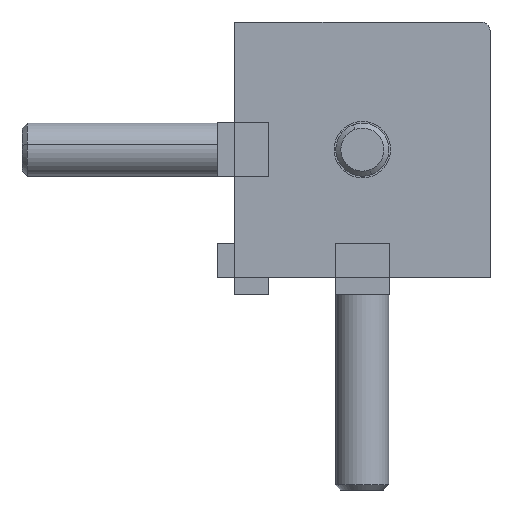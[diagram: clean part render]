
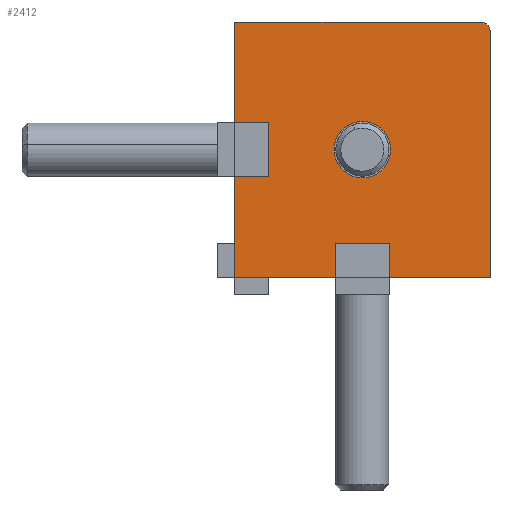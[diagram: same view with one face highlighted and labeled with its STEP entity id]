
A CAD part, front view. The second image highlights one B-rep face of the part: STEP entity #2412.
In plain terms, the highlighted planar face has unit normal (0, -1, 0).
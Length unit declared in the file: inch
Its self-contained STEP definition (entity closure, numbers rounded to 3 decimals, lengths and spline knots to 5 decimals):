
#7 = EDGE_CURVE ( 'NONE', #419, #2017, #347, .T. ) ;
#35 = VERTEX_POINT ( 'NONE', #486 ) ;
#40 = EDGE_CURVE ( 'NONE', #2017, #2492, #509, .T. ) ;
#49 = ORIENTED_EDGE ( 'NONE', *, *, #40, .F. ) ;
#67 = VERTEX_POINT ( 'NONE', #660 ) ;
#87 = EDGE_CURVE ( 'NONE', #67, #147, #793, .T. ) ;
#91 = EDGE_CURVE ( 'NONE', #1663, #2241, #827, .T. ) ;
#97 = EDGE_CURVE ( 'NONE', #175, #277, #871, .T. ) ;
#120 = ORIENTED_EDGE ( 'NONE', *, *, #87, .F. ) ;
#122 = ORIENTED_EDGE ( 'NONE', *, *, #91, .F. ) ;
#131 = ORIENTED_EDGE ( 'NONE', *, *, #97, .T. ) ;
#147 = VERTEX_POINT ( 'NONE', #1338 ) ;
#150 = VERTEX_POINT ( 'NONE', #1339 ) ;
#169 = EDGE_CURVE ( 'NONE', #250, #147, #1487, .T. ) ;
#173 = VERTEX_POINT ( 'NONE', #1496 ) ;
#175 = VERTEX_POINT ( 'NONE', #1500 ) ;
#177 = EDGE_CURVE ( 'NONE', #175, #258, #1526, .T. ) ;
#191 = EDGE_CURVE ( 'NONE', #173, #150, #1592, .T. ) ;
#199 = ORIENTED_EDGE ( 'NONE', *, *, #169, .T. ) ;
#202 = EDGE_CURVE ( 'NONE', #35, #2592, #1650, .T. ) ;
#206 = ORIENTED_EDGE ( 'NONE', *, *, #177, .F. ) ;
#232 = ORIENTED_EDGE ( 'NONE', *, *, #202, .F. ) ;
#250 = VERTEX_POINT ( 'NONE', #1805 ) ;
#258 = VERTEX_POINT ( 'NONE', #1844 ) ;
#277 = VERTEX_POINT ( 'NONE', #626 ) ;
#281 = CARTESIAN_POINT ( 'NONE',  ( 0.59, 0., -1.3 ) ) ;
#347 = LINE ( 'NONE', #348, #349 ) ;
#348 = CARTESIAN_POINT ( 'NONE',  ( 0.2, 0., -0.91 ) ) ;
#349 = VECTOR ( 'NONE', #350, 39.37008 ) ;
#350 = DIRECTION ( 'NONE',  ( 0., 0., 1. ) ) ;
#407 = CARTESIAN_POINT ( 'NONE',  ( 0.2, 0., -0.59 ) ) ;
#419 = VERTEX_POINT ( 'NONE', #693 ) ;
#474 = CARTESIAN_POINT ( 'NONE',  ( 0.59, 0., -1.5 ) ) ;
#486 = CARTESIAN_POINT ( 'NONE',  ( 0., 0., -1.5 ) ) ;
#489 = EDGE_CURVE ( 'NONE', #277, #250, #740, .T. ) ;
#504 = CIRCLE ( 'NONE', #505, 0.166 ) ;
#505 = AXIS2_PLACEMENT_3D ( 'NONE', #506, #507, #508 ) ;
#506 = CARTESIAN_POINT ( 'NONE',  ( 0.75, 0., -0.75 ) ) ;
#507 = DIRECTION ( 'NONE',  ( 0., 1., 0. ) ) ;
#508 = DIRECTION ( 'NONE',  ( 0., 0., 1. ) ) ;
#509 = LINE ( 'NONE', #510, #511 ) ;
#510 = CARTESIAN_POINT ( 'NONE',  ( 0., 0., -0.59 ) ) ;
#511 = VECTOR ( 'NONE', #512, 39.37008 ) ;
#512 = DIRECTION ( 'NONE',  ( -1., 0., 0. ) ) ;
#553 = LINE ( 'NONE', #554, #555 ) ;
#554 = CARTESIAN_POINT ( 'NONE',  ( 0., 0., -1.5 ) ) ;
#555 = VECTOR ( 'NONE', #556, 39.37008 ) ;
#556 = DIRECTION ( 'NONE',  ( 1., 0., 0. ) ) ;
#626 = CARTESIAN_POINT ( 'NONE',  ( 1.5, 0., -1.5 ) ) ;
#660 = CARTESIAN_POINT ( 'NONE',  ( 0., 0., 0. ) ) ;
#693 = CARTESIAN_POINT ( 'NONE',  ( 0.2, 0., -0.91 ) ) ;
#740 = LINE ( 'NONE', #743, #744 ) ;
#743 = CARTESIAN_POINT ( 'NONE',  ( 1.5, 0., -1.5 ) ) ;
#744 = VECTOR ( 'NONE', #745, 39.37008 ) ;
#745 = DIRECTION ( 'NONE',  ( 0., 0., 1. ) ) ;
#793 = LINE ( 'NONE', #794, #795 ) ;
#794 = CARTESIAN_POINT ( 'NONE',  ( 0., 0., 0. ) ) ;
#795 = VECTOR ( 'NONE', #797, 39.37008 ) ;
#797 = DIRECTION ( 'NONE',  ( 1., 0., 0. ) ) ;
#813 = EDGE_CURVE ( 'NONE', #258, #1663, #956, .T. ) ;
#827 = LINE ( 'NONE', #828, #829 ) ;
#828 = CARTESIAN_POINT ( 'NONE',  ( 0.59, 0., -1.5 ) ) ;
#829 = VECTOR ( 'NONE', #830, 39.37008 ) ;
#830 = DIRECTION ( 'NONE',  ( 0., 0., -1. ) ) ;
#850 = ORIENTED_EDGE ( 'NONE', *, *, #489, .T. ) ;
#871 = LINE ( 'NONE', #872, #873 ) ;
#872 = CARTESIAN_POINT ( 'NONE',  ( 0., 0., -1.5 ) ) ;
#873 = VECTOR ( 'NONE', #874, 39.37008 ) ;
#874 = DIRECTION ( 'NONE',  ( 1., 0., 0. ) ) ;
#932 = CARTESIAN_POINT ( 'NONE',  ( 0., 0., -0.91 ) ) ;
#956 = LINE ( 'NONE', #957, #958 ) ;
#957 = CARTESIAN_POINT ( 'NONE',  ( 0.91, 0., -1.3 ) ) ;
#958 = VECTOR ( 'NONE', #959, 39.37008 ) ;
#959 = DIRECTION ( 'NONE',  ( -1., 0., 0. ) ) ;
#1170 = ORIENTED_EDGE ( 'NONE', *, *, #813, .F. ) ;
#1177 = FACE_BOUND ( 'NONE', #2396, .T. ) ;
#1178 = FACE_OUTER_BOUND ( 'NONE', #1347, .T. ) ;
#1179 = PLANE ( 'NONE',  #1180 ) ;
#1180 = AXIS2_PLACEMENT_3D ( 'NONE', #1181, #1182, #1183 ) ;
#1181 = CARTESIAN_POINT ( 'NONE',  ( 0., 0., -1.5 ) ) ;
#1182 = DIRECTION ( 'NONE',  ( 0., -1., 0. ) ) ;
#1183 = DIRECTION ( 'NONE',  ( 0., 0., -1. ) ) ;
#1338 = CARTESIAN_POINT ( 'NONE',  ( 1.45, 0., 0. ) ) ;
#1339 = CARTESIAN_POINT ( 'NONE',  ( 0.75, 0., -0.584 ) ) ;
#1347 = EDGE_LOOP ( 'NONE', ( #850, #199, #120, #2377, #49, #2403, #1467, #232, #2355, #122, #1170, #206, #131 ) ) ;
#1348 = EDGE_CURVE ( 'NONE', #2592, #419, #1400, .T. ) ;
#1400 = LINE ( 'NONE', #1401, #1402 ) ;
#1401 = CARTESIAN_POINT ( 'NONE',  ( 0., 0., -0.91 ) ) ;
#1402 = VECTOR ( 'NONE', #1403, 39.37008 ) ;
#1403 = DIRECTION ( 'NONE',  ( 1., 0., 0. ) ) ;
#1423 = LINE ( 'NONE', #1424, #1425 ) ;
#1424 = CARTESIAN_POINT ( 'NONE',  ( 0., 0., -1.5 ) ) ;
#1425 = VECTOR ( 'NONE', #1426, 39.37008 ) ;
#1426 = DIRECTION ( 'NONE',  ( 0., 0., 1. ) ) ;
#1467 = ORIENTED_EDGE ( 'NONE', *, *, #1348, .F. ) ;
#1487 = CIRCLE ( 'NONE', #1488, 0.05 ) ;
#1488 = AXIS2_PLACEMENT_3D ( 'NONE', #1489, #1490, #1491 ) ;
#1489 = CARTESIAN_POINT ( 'NONE',  ( 1.45, 0., -0.05 ) ) ;
#1490 = DIRECTION ( 'NONE',  ( 0., -1., 0. ) ) ;
#1491 = DIRECTION ( 'NONE',  ( 0., 0., -1. ) ) ;
#1496 = CARTESIAN_POINT ( 'NONE',  ( 0.75, 0., -0.916 ) ) ;
#1500 = CARTESIAN_POINT ( 'NONE',  ( 0.91, 0., -1.5 ) ) ;
#1526 = LINE ( 'NONE', #1527, #1528 ) ;
#1527 = CARTESIAN_POINT ( 'NONE',  ( 0.91, 0., -1.5 ) ) ;
#1528 = VECTOR ( 'NONE', #1529, 39.37008 ) ;
#1529 = DIRECTION ( 'NONE',  ( 0., 0., 1. ) ) ;
#1539 = ORIENTED_EDGE ( 'NONE', *, *, #191, .T. ) ;
#1592 = CIRCLE ( 'NONE', #1596, 0.166 ) ;
#1596 = AXIS2_PLACEMENT_3D ( 'NONE', #1597, #1598, #1599 ) ;
#1597 = CARTESIAN_POINT ( 'NONE',  ( 0.75, 0., -0.75 ) ) ;
#1598 = DIRECTION ( 'NONE',  ( 0., 1., 0. ) ) ;
#1599 = DIRECTION ( 'NONE',  ( 0., 0., 1. ) ) ;
#1650 = LINE ( 'NONE', #1651, #1652 ) ;
#1651 = CARTESIAN_POINT ( 'NONE',  ( 0., 0., -1.5 ) ) ;
#1652 = VECTOR ( 'NONE', #1653, 39.37008 ) ;
#1653 = DIRECTION ( 'NONE',  ( 0., 0., 1. ) ) ;
#1663 = VERTEX_POINT ( 'NONE', #281 ) ;
#1677 = CARTESIAN_POINT ( 'NONE',  ( 0., 0., -0.59 ) ) ;
#1805 = CARTESIAN_POINT ( 'NONE',  ( 1.5, 0., -0.05 ) ) ;
#1844 = CARTESIAN_POINT ( 'NONE',  ( 0.91, 0., -1.3 ) ) ;
#2017 = VERTEX_POINT ( 'NONE', #407 ) ;
#2241 = VERTEX_POINT ( 'NONE', #474 ) ;
#2317 = EDGE_CURVE ( 'NONE', #150, #173, #504, .T. ) ;
#2323 = EDGE_CURVE ( 'NONE', #35, #2241, #553, .T. ) ;
#2346 = ORIENTED_EDGE ( 'NONE', *, *, #2317, .T. ) ;
#2355 = ORIENTED_EDGE ( 'NONE', *, *, #2323, .T. ) ;
#2377 = ORIENTED_EDGE ( 'NONE', *, *, #2439, .F. ) ;
#2396 = EDGE_LOOP ( 'NONE', ( #2346, #1539 ) ) ;
#2403 = ORIENTED_EDGE ( 'NONE', *, *, #7, .F. ) ;
#2412 = ADVANCED_FACE ( 'NONE', ( #1177, #1178 ), #1179, .T. ) ;
#2439 = EDGE_CURVE ( 'NONE', #2492, #67, #1423, .T. ) ;
#2492 = VERTEX_POINT ( 'NONE', #1677 ) ;
#2592 = VERTEX_POINT ( 'NONE', #932 ) ;
